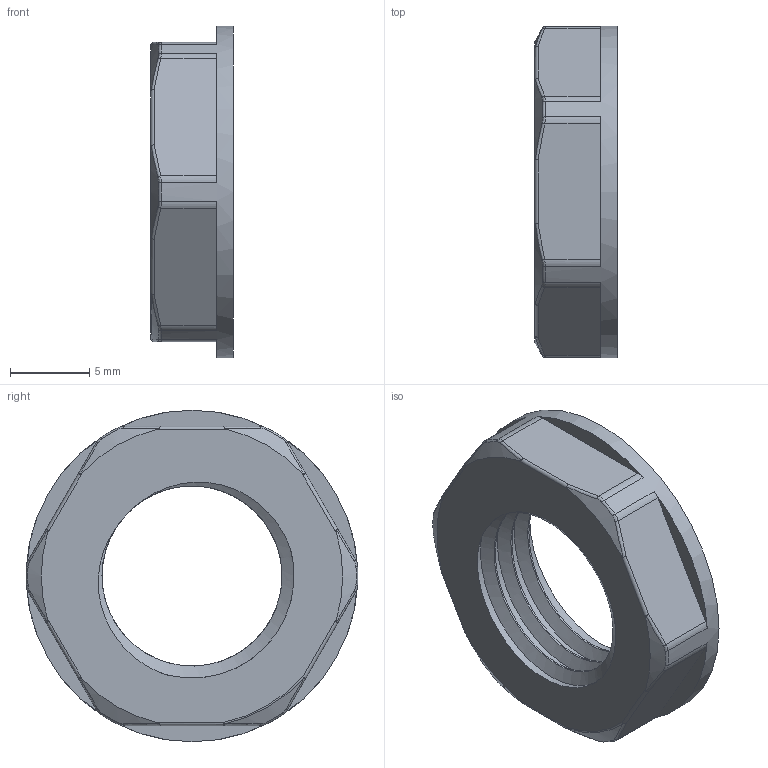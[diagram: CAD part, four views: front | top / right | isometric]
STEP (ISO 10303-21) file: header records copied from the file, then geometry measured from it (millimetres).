
FILE_DESCRIPTION(/* description */ ('Gegenmutter mit Bund PG 7'),/* implementation_level */ '2;1');
FILE_NAME(/* name */ '12096407-RST.stp',/* time_stamp */ '2016-04-19T10:22:19+02:00',/* author */ ('SL'),/* organization */ (''),/* preprocessor_version */ 'ST-DEVELOPER v15.2',/* originating_system */ 'Autodesk Inventor 2014',/* authorisation */ '');
FILE_SCHEMA (('AUTOMOTIVE_DESIGN { 1 0 10303 214 3 1 1 }'));
Length unit declared in the file: millimetre
Products named in the file (1): Gegenmutter-01-BT-0001-12096407
Bounding box: 5.19 x 20.9 x 20.9 mm (x, y, z)
Volume: 996.9 mm3; surface area: 1060.9 mm2
Topology: 1 solids, 1 shells, 77 faces, 193 edges, 118 vertices
Faces by surface type: bspline 26, cylinder 21, plane 15, torus 7, cone 6, sphere 2
Full cylindrical faces by diameter (mm): 20.9 x1
Entity records: 4374 total; most frequent: CARTESIAN_POINT 2694, ORIENTED_EDGE 382, DIRECTION 290, EDGE_CURVE 191, AXIS2_PLACEMENT_3D 123, VERTEX_POINT 117, EDGE_LOOP 80, ADVANCED_FACE 77
